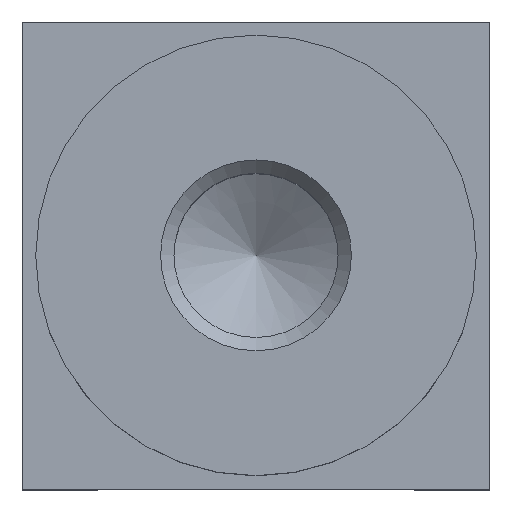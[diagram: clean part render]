
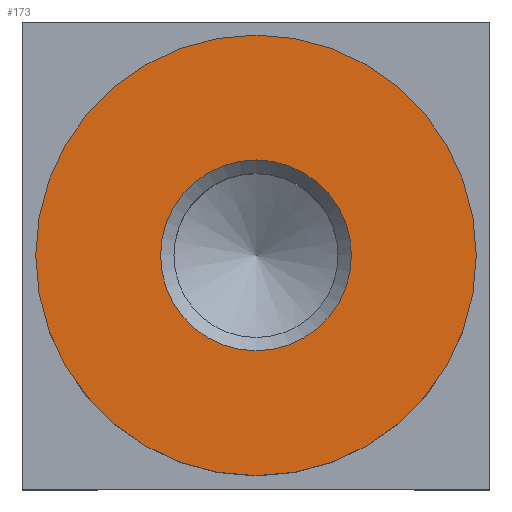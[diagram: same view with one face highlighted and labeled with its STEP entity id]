
A CAD part, top view. The second image highlights one B-rep face of the part: STEP entity #173.
In plain terms, the highlighted planar face has unit normal (0, 0, 1).
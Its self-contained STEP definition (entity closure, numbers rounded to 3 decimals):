
#173 = ADVANCED_FACE( '', ( #389, #390 ), #391, .F. );
#389 = FACE_BOUND( '', #647, .T. );
#390 = FACE_OUTER_BOUND( '', #648, .T. );
#391 = PLANE( '', #649 );
#647 = EDGE_LOOP( '', ( #1080 ) );
#648 = EDGE_LOOP( '', ( #1081 ) );
#649 = AXIS2_PLACEMENT_3D( '', #1082, #1083, #1084 );
#1080 = ORIENTED_EDGE( '', *, *, #1578, .T. );
#1081 = ORIENTED_EDGE( '', *, *, #1584, .F. );
#1082 = CARTESIAN_POINT( '', ( 0., 0., 5.5 ) );
#1083 = DIRECTION( '', ( 0., 0., -1. ) );
#1084 = DIRECTION( '', ( -1., 0., 0. ) );
#1578 = EDGE_CURVE( '', #1909, #1909, #1910, .T. );
#1584 = EDGE_CURVE( '', #1918, #1918, #1919, .T. );
#1909 = VERTEX_POINT( '', #2362 );
#1910 = CIRCLE( '', #2363, 1.43 );
#1918 = VERTEX_POINT( '', #2373 );
#1919 = CIRCLE( '', #2374, 3.3 );
#2362 = CARTESIAN_POINT( '', ( 0., 1.43, 5.5 ) );
#2363 = AXIS2_PLACEMENT_3D( '', #2799, #2800, #2801 );
#2373 = CARTESIAN_POINT( '', ( 3.3, 0., 5.5 ) );
#2374 = AXIS2_PLACEMENT_3D( '', #2807, #2808, #2809 );
#2799 = CARTESIAN_POINT( '', ( 0., 0., 5.5 ) );
#2800 = DIRECTION( '', ( 0., 0., -1. ) );
#2801 = DIRECTION( '', ( 0., 1., 0. ) );
#2807 = CARTESIAN_POINT( '', ( 0., 0., 5.5 ) );
#2808 = DIRECTION( '', ( 0., 0., -1. ) );
#2809 = DIRECTION( '', ( 1., 0., 0. ) );
